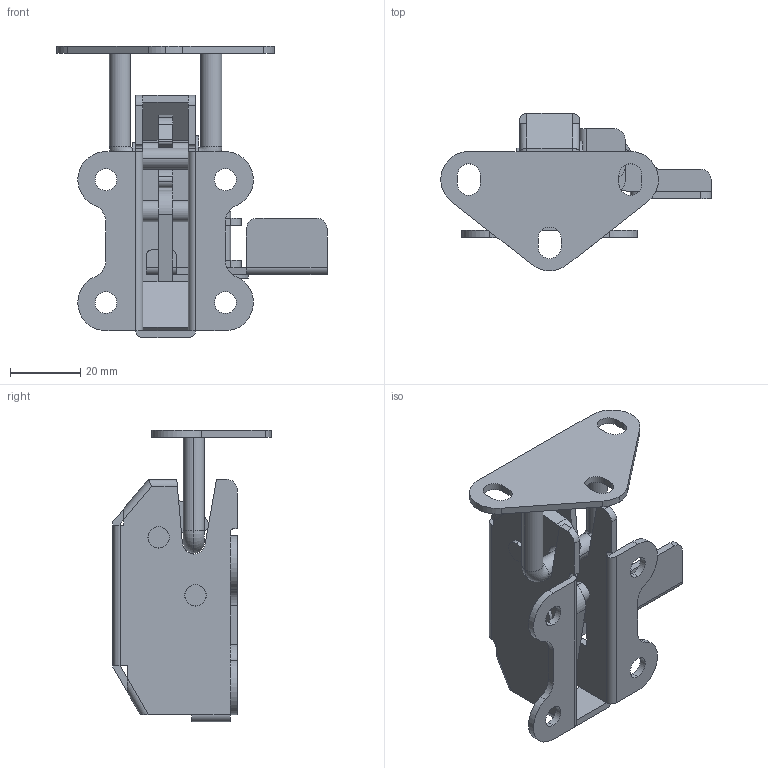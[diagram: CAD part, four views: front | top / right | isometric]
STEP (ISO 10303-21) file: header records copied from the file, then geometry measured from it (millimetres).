
FILE_DESCRIPTION (( 'STEP AP203' ), '1' );
FILE_NAME ('C-1450-3-R.STEP', '2017-10-19T08:14:15', ( '' ), ( '' ), 'SwSTEP 2.0', 'SolidWorks 2014', '' );
FILE_SCHEMA (( 'CONFIG_CONTROL_DESIGN' ));
Length unit declared in the file: millimetre
Products named in the file (9): C-1450-3カム1_; C-1450-3-R; C-1450-3_レバーR; C-1450-3僔儍僼僩1_; C-1450-3_レバー台座R; C-1450-3受け金具_; C-1450-3カム2_; C-1450-3_ケース_C-1450-3R; C-1450-3_ピン
Assembly tree (9 placements, depth 2):
  C-1450-3-R
    C-1450-3_ケース_C-1450-3R
    C-1450-3_レバーR
    C-1450-3_レバー台座R
    C-1450-3_ピン
    C-1450-3僔儍僼僩1_  x2
    C-1450-3受け金具_
    C-1450-3カム1_
    C-1450-3カム2_
Bounding box: 76.97 x 45 x 83 mm (x, y, z)
Volume: 23952.8 mm3; surface area: 25264.2 mm2
Topology: 9 solids, 9 shells, 267 faces, 703 edges, 452 vertices
Faces by surface type: cylinder 132, plane 131, torus 4
Entity records: 9178 total; most frequent: DIRECTION 1477, CARTESIAN_POINT 1437, ORIENTED_EDGE 1382, EDGE_CURVE 691, AXIS2_PLACEMENT_3D 524, VERTEX_POINT 444, VECTOR 429, LINE 429
